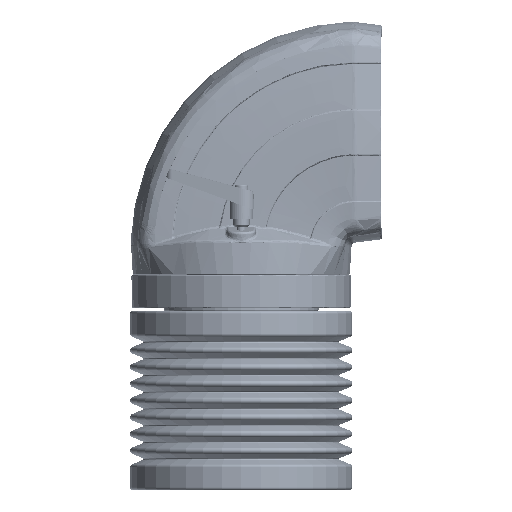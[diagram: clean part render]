
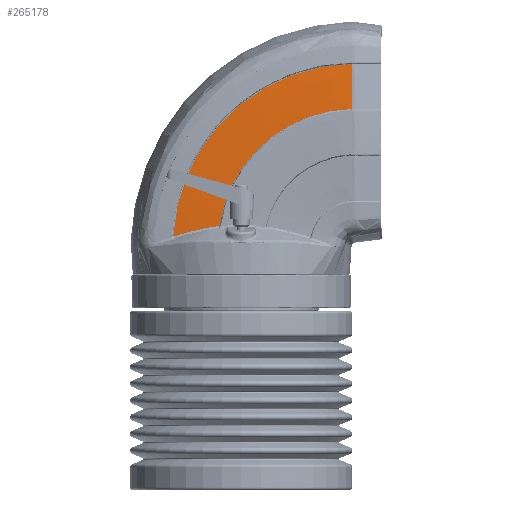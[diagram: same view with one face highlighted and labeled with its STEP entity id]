
A CAD part, left-side view. The second image highlights one B-rep face of the part: STEP entity #265178.
In plain terms, the highlighted toroidal (fillet/blend) face has major radius 67.882 mm and minor radius 403.824 mm.
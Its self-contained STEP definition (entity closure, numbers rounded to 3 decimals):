
#1384 = ORIENTED_EDGE ( 'NONE', *, *, #170421, .F. ) ;
#3686 = DIRECTION ( 'NONE',  ( 0., 0., 1. ) ) ;
#8628 = EDGE_CURVE ( 'NONE', #176992, #86781, #44924, .T. ) ;
#12735 = EDGE_CURVE ( 'NONE', #86781, #283146, #132070, .T. ) ;
#14143 = TOROIDAL_SURFACE ( 'NONE', #44747, 67.882, 403.824 ) ;
#16923 = CARTESIAN_POINT ( 'NONE',  ( -71.132, 38.092, 159.297 ) ) ;
#24786 = CARTESIAN_POINT ( 'NONE',  ( 332.305, -46.815, 147.913 ) ) ;
#27661 = CARTESIAN_POINT ( 'NONE',  ( -69.449, -45.218, 256.62 ) ) ;
#28173 = DIRECTION ( 'NONE',  ( -1., 0., 0. ) ) ;
#41913 = CARTESIAN_POINT ( 'NONE',  ( -71.039, 40.035, 158.997 ) ) ;
#42552 = CARTESIAN_POINT ( 'NONE',  ( -69.988, 56.048, 155.142 ) ) ;
#44166 = EDGE_CURVE ( 'NONE', #156535, #77780, #135067, .T. ) ;
#44747 = AXIS2_PLACEMENT_3D ( 'NONE', #24786, #28173, #309276 ) ;
#44924 = B_SPLINE_CURVE_WITH_KNOTS ( 'NONE', 3,
 ( #49207, #125150, #202196, #175006 ),
 .UNSPECIFIED., .F., .F.,
 ( 4, 4 ),
 ( 0., 0.014 ),
 .UNSPECIFIED. ) ;
#48375 = EDGE_CURVE ( 'NONE', #156535, #93612, #328949, .T. ) ;
#49207 = CARTESIAN_POINT ( 'NONE',  ( -70.204, 53.307, 155.972 ) ) ;
#52381 = EDGE_CURVE ( 'NONE', #306293, #275721, #58046, .T. ) ;
#55448 = CARTESIAN_POINT ( 'NONE',  ( -69.472, 61.53, 153.502 ) ) ;
#58046 = B_SPLINE_CURVE_WITH_KNOTS ( 'NONE', 3,
 ( #239605, #60543, #212432, #293949, #316722, #160278 ),
 .UNSPECIFIED., .F., .F.,
 ( 4, 2, 4 ),
 ( 0., 0., 0.001 ),
 .UNSPECIFIED. ) ;
#60543 = CARTESIAN_POINT ( 'NONE',  ( -69.449, 61.723, 154.175 ) ) ;
#61810 = EDGE_CURVE ( 'NONE', #275721, #176992, #177764, .T. ) ;
#62645 = CARTESIAN_POINT ( 'NONE',  ( -71.277, 34.158, 159.878 ) ) ;
#75821 = CARTESIAN_POINT ( 'NONE',  ( -71.277, -45.224, 229.747 ) ) ;
#77780 = VERTEX_POINT ( 'NONE', #291966 ) ;
#80004 = CARTESIAN_POINT ( 'NONE',  ( -69.449, -45.218, 256.62 ) ) ;
#83036 = ORIENTED_EDGE ( 'NONE', *, *, #61810, .T. ) ;
#86781 = VERTEX_POINT ( 'NONE', #207150 ) ;
#87549 = CARTESIAN_POINT ( 'NONE',  ( -71.277, 34.188, 159.773 ) ) ;
#91337 = AXIS2_PLACEMENT_3D ( 'NONE', #162158, #210968, #313019 ) ;
#91999 = CARTESIAN_POINT ( 'NONE',  ( -71.277, 34.154, 159.894 ) ) ;
#93612 = VERTEX_POINT ( 'NONE', #27661 ) ;
#108053 = CARTESIAN_POINT ( 'NONE',  ( -71.277, -46.815, 147.913 ) ) ;
#110489 = ORIENTED_EDGE ( 'NONE', *, *, #273208, .T. ) ;
#117561 = ORIENTED_EDGE ( 'NONE', *, *, #48375, .T. ) ;
#125150 = CARTESIAN_POINT ( 'NONE',  ( -70.546, 48.957, 157.289 ) ) ;
#132066 = CARTESIAN_POINT ( 'NONE',  ( -71.277, -45.224, 229.747 ) ) ;
#132070 = B_SPLINE_CURVE_WITH_KNOTS ( 'NONE', 3,
 ( #41913, #16923, #198261, #147257 ),
 .UNSPECIFIED., .F., .F.,
 ( 4, 4 ),
 ( 0., 0.006 ),
 .UNSPECIFIED. ) ;
#135067 = CIRCLE ( 'NONE', #320959, 81.849 ) ;
#147257 = CARTESIAN_POINT ( 'NONE',  ( -71.277, 34.188, 159.773 ) ) ;
#156535 = VERTEX_POINT ( 'NONE', #75821 ) ;
#160278 = CARTESIAN_POINT ( 'NONE',  ( -69.472, 61.53, 153.502 ) ) ;
#162158 = CARTESIAN_POINT ( 'NONE',  ( -69.449, -46.815, 147.913 ) ) ;
#168970 = CARTESIAN_POINT ( 'NONE',  ( -71.277, 34.167, 159.843 ) ) ;
#170421 = EDGE_CURVE ( 'NONE', #306293, #93612, #173219, .T. ) ;
#173219 = CIRCLE ( 'NONE', #91337, 108.719 ) ;
#175006 = CARTESIAN_POINT ( 'NONE',  ( -71.039, 40.035, 158.997 ) ) ;
#176992 = VERTEX_POINT ( 'NONE', #236245 ) ;
#177764 = B_SPLINE_CURVE_WITH_KNOTS ( 'NONE', 3,
 ( #297615, #245471, #42552, #223873 ),
 .UNSPECIFIED., .F., .F.,
 ( 4, 4 ),
 ( 0., 0.009 ),
 .UNSPECIFIED. ) ;
#190637 = CARTESIAN_POINT ( 'NONE',  ( -71.277, 34.151, 159.91 ) ) ;
#198261 = CARTESIAN_POINT ( 'NONE',  ( -71.211, 36.143, 159.558 ) ) ;
#198588 = B_SPLINE_CURVE_WITH_KNOTS ( 'NONE', 3,
 ( #87549, #221163, #168970, #62645, #91999, #190637, #268789 ),
 .UNSPECIFIED., .F., .F.,
 ( 4, 3, 4 ),
 ( 0., 0., 0. ),
 .UNSPECIFIED. ) ;
#202196 = CARTESIAN_POINT ( 'NONE',  ( -70.826, 44.534, 158.302 ) ) ;
#207150 = CARTESIAN_POINT ( 'NONE',  ( -71.039, 40.035, 158.997 ) ) ;
#210968 = DIRECTION ( 'NONE',  ( 1., 0., 0. ) ) ;
#212432 = CARTESIAN_POINT ( 'NONE',  ( -69.451, 61.712, 154.033 ) ) ;
#214516 = DIRECTION ( 'NONE',  ( -1., 0., 0. ) ) ;
#221163 = CARTESIAN_POINT ( 'NONE',  ( -71.277, 34.177, 159.808 ) ) ;
#223873 = CARTESIAN_POINT ( 'NONE',  ( -70.204, 53.307, 155.972 ) ) ;
#236245 = CARTESIAN_POINT ( 'NONE',  ( -70.204, 53.307, 155.972 ) ) ;
#239605 = CARTESIAN_POINT ( 'NONE',  ( -69.449, 61.715, 154.318 ) ) ;
#245471 = CARTESIAN_POINT ( 'NONE',  ( -69.744, 58.789, 154.318 ) ) ;
#253452 = FACE_OUTER_BOUND ( 'NONE', #256123, .T. ) ;
#256123 = EDGE_LOOP ( 'NONE', ( #265398, #110489, #258705, #117561, #1384, #326844, #83036, #263353 ) ) ;
#258705 = ORIENTED_EDGE ( 'NONE', *, *, #44166, .F. ) ;
#263353 = ORIENTED_EDGE ( 'NONE', *, *, #8628, .T. ) ;
#265178 = ADVANCED_FACE ( 'NONE', ( #253452 ), #14143, .T. ) ;
#265398 = ORIENTED_EDGE ( 'NONE', *, *, #12735, .T. ) ;
#268789 = CARTESIAN_POINT ( 'NONE',  ( -71.277, 34.148, 159.925 ) ) ;
#273208 = EDGE_CURVE ( 'NONE', #283146, #77780, #198588, .T. ) ;
#275721 = VERTEX_POINT ( 'NONE', #55448 ) ;
#283146 = VERTEX_POINT ( 'NONE', #290718 ) ;
#290718 = CARTESIAN_POINT ( 'NONE',  ( -71.277, 34.188, 159.773 ) ) ;
#291966 = CARTESIAN_POINT ( 'NONE',  ( -71.277, 34.148, 159.925 ) ) ;
#293949 = CARTESIAN_POINT ( 'NONE',  ( -69.458, 61.651, 153.756 ) ) ;
#297615 = CARTESIAN_POINT ( 'NONE',  ( -69.472, 61.53, 153.502 ) ) ;
#306293 = VERTEX_POINT ( 'NONE', #321538 ) ;
#309276 = DIRECTION ( 'NONE',  ( 0., 0., 1. ) ) ;
#310038 = CARTESIAN_POINT ( 'NONE',  ( -70.967, -45.221, 238.722 ) ) ;
#313019 = DIRECTION ( 'NONE',  ( 0., 0., 1. ) ) ;
#316722 = CARTESIAN_POINT ( 'NONE',  ( -69.464, 61.602, 153.625 ) ) ;
#320959 = AXIS2_PLACEMENT_3D ( 'NONE', #108053, #214516, #3686 ) ;
#321538 = CARTESIAN_POINT ( 'NONE',  ( -69.449, 61.715, 154.318 ) ) ;
#326844 = ORIENTED_EDGE ( 'NONE', *, *, #52381, .T. ) ;
#328949 = B_SPLINE_CURVE_WITH_KNOTS ( 'NONE', 3,
 ( #132066, #310038, #334995, #80004 ),
 .UNSPECIFIED., .F., .F.,
 ( 4, 4 ),
 ( 0., 0.027 ),
 .UNSPECIFIED. ) ;
#334995 = CARTESIAN_POINT ( 'NONE',  ( -70.357, -45.22, 247.685 ) ) ;
